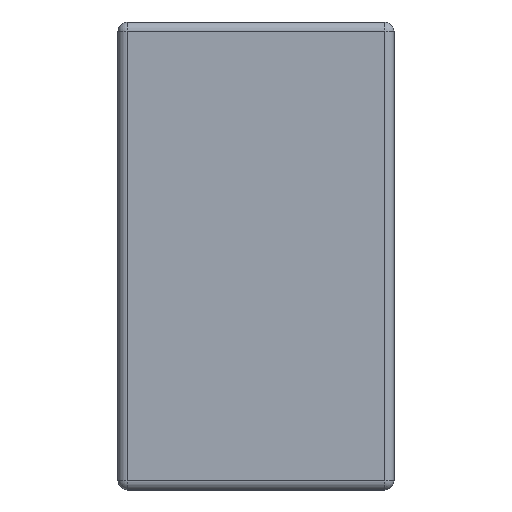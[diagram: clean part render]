
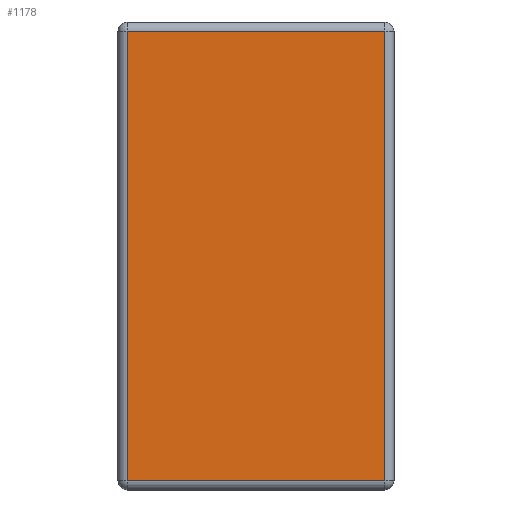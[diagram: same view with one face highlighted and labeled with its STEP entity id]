
A CAD part, left-side view. The second image highlights one B-rep face of the part: STEP entity #1178.
In plain terms, the highlighted planar face has unit normal (-1, 0, 0).
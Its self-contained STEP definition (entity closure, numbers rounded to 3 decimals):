
#21 = CARTESIAN_POINT ( 'NONE',  ( -10.05, 5.9, -0.2 ) ) ;
#67 = CARTESIAN_POINT ( 'NONE',  ( -10.05, 0.2, -0.2 ) ) ;
#99 = VERTEX_POINT ( 'NONE', #1573 ) ;
#105 = EDGE_LOOP ( 'NONE', ( #1088, #1839, #750, #1822 ) ) ;
#112 = PLANE ( 'NONE',  #1712 ) ;
#237 = CARTESIAN_POINT ( 'NONE',  ( -10.05, 5.7, 0. ) ) ;
#341 = EDGE_CURVE ( 'NONE', #745, #99, #808, .T. ) ;
#495 = FACE_OUTER_BOUND ( 'NONE', #105, .T. ) ;
#496 = VERTEX_POINT ( 'NONE', #1010 ) ;
#573 = CARTESIAN_POINT ( 'NONE',  ( -10.05, 5.9, 0. ) ) ;
#694 = DIRECTION ( 'NONE',  ( 0., 0., -1. ) ) ;
#697 = VECTOR ( 'NONE', #1682, 1000. ) ;
#745 = VERTEX_POINT ( 'NONE', #1830 ) ;
#750 = ORIENTED_EDGE ( 'NONE', *, *, #1571, .T. ) ;
#808 = LINE ( 'NONE', #237, #1341 ) ;
#886 = DIRECTION ( 'NONE',  ( -1., 0., 0. ) ) ;
#1010 = CARTESIAN_POINT ( 'NONE',  ( -10.05, 0.2, -9.8 ) ) ;
#1024 = VECTOR ( 'NONE', #1371, 1000. ) ;
#1031 = LINE ( 'NONE', #21, #1024 ) ;
#1036 = VECTOR ( 'NONE', #1773, 1000. ) ;
#1049 = EDGE_CURVE ( 'NONE', #496, #1930, #1053, .T. ) ;
#1053 = LINE ( 'NONE', #1291, #1036 ) ;
#1069 = LINE ( 'NONE', #1532, #697 ) ;
#1088 = ORIENTED_EDGE ( 'NONE', *, *, #1344, .T. ) ;
#1161 = DIRECTION ( 'NONE',  ( 0., 0., 1. ) ) ;
#1178 = ADVANCED_FACE ( 'NONE', ( #495 ), #112, .T. ) ;
#1291 = CARTESIAN_POINT ( 'NONE',  ( -10.05, 0.2, 0. ) ) ;
#1341 = VECTOR ( 'NONE', #694, 1000. ) ;
#1344 = EDGE_CURVE ( 'NONE', #1930, #745, #1031, .T. ) ;
#1371 = DIRECTION ( 'NONE',  ( 0., 1., 0. ) ) ;
#1532 = CARTESIAN_POINT ( 'NONE',  ( -10.05, 5.9, -9.8 ) ) ;
#1571 = EDGE_CURVE ( 'NONE', #99, #496, #1069, .T. ) ;
#1573 = CARTESIAN_POINT ( 'NONE',  ( -10.05, 5.7, -9.8 ) ) ;
#1682 = DIRECTION ( 'NONE',  ( 0., -1., 0. ) ) ;
#1712 = AXIS2_PLACEMENT_3D ( 'NONE', #573, #886, #1161 ) ;
#1773 = DIRECTION ( 'NONE',  ( 0., 0., 1. ) ) ;
#1822 = ORIENTED_EDGE ( 'NONE', *, *, #1049, .T. ) ;
#1830 = CARTESIAN_POINT ( 'NONE',  ( -10.05, 5.7, -0.2 ) ) ;
#1839 = ORIENTED_EDGE ( 'NONE', *, *, #341, .T. ) ;
#1930 = VERTEX_POINT ( 'NONE', #67 ) ;
